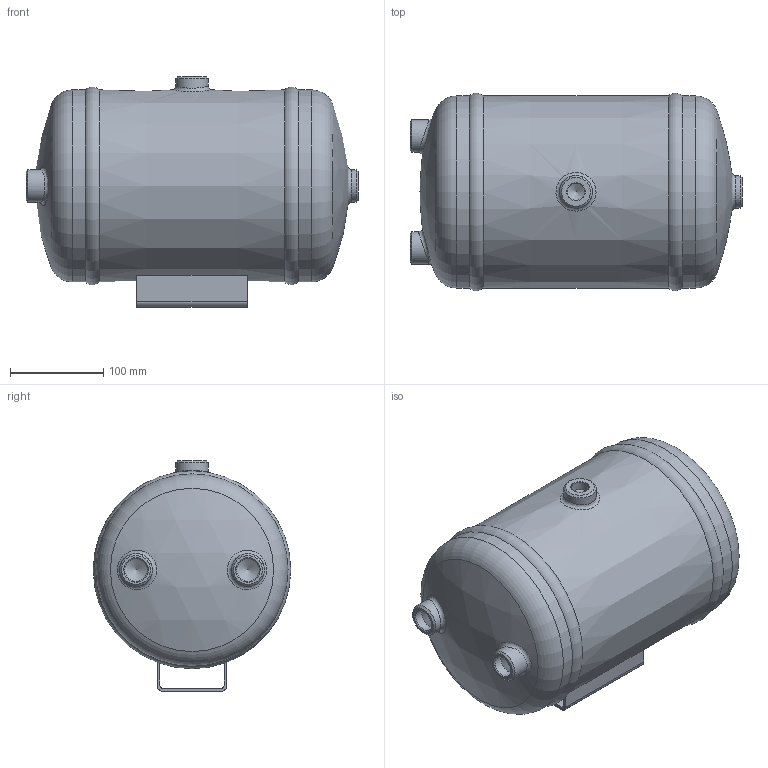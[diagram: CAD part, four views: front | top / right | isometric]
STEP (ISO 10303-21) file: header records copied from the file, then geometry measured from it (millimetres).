
FILE_DESCRIPTION(/* description */ (''),/* implementation_level */ '2;1');
FILE_NAME(/* name */ '3D_calval10.stp',/* time_stamp */ '2017-04-07T09:43:10+02:00',/* author */ ('josepm'),/* organization */ (''),/* preprocessor_version */ 'ST-DEVELOPER v15.2',/* originating_system */ 'Autodesk Inventor 2014',/* authorisation */ '');
FILE_SCHEMA (('AUTOMOTIVE_DESIGN { 1 0 10303 214 3 1 1 }'));
Length unit declared in the file: millimetre
Products named in the file (1): Part3
Bounding box: 356 x 211.81 x 247 mm (x, y, z)
Volume: 10485434.7 mm3; surface area: 295509.5 mm2
Topology: 2 solids, 2 shells, 55 faces, 122 edges, 75 vertices
Faces by surface type: cylinder 18, cone 15, plane 12, torus 5, bspline 3, sphere 2
Full cylindrical faces by diameter (mm): 10.106 x2, 18.631 x1, 24.117 x3, 35 x4, 206.006 x2
Entity records: 1775 total; most frequent: CARTESIAN_POINT 697, DIRECTION 232, ORIENTED_EDGE 162, AXIS2_PLACEMENT_3D 104, EDGE_LOOP 95, EDGE_CURVE 81, VERTEX_POINT 66, ADVANCED_FACE 55
